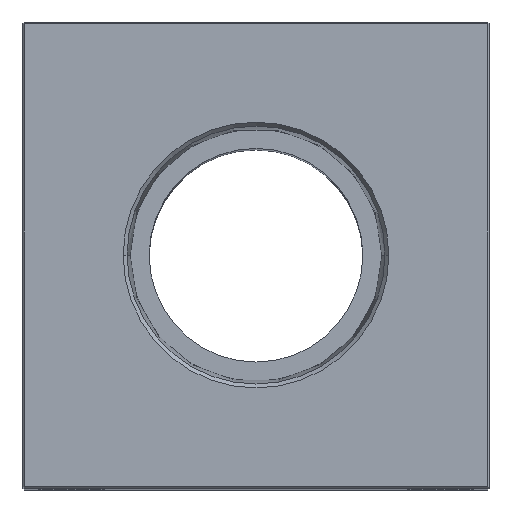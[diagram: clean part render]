
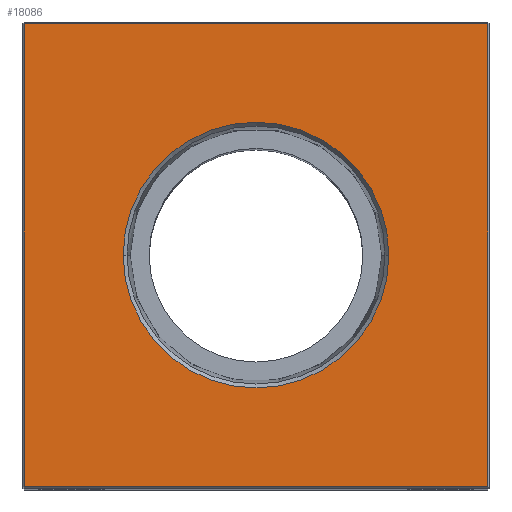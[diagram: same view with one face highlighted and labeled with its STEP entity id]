
A CAD part, top view. The second image highlights one B-rep face of the part: STEP entity #18086.
In plain terms, the highlighted planar face has unit normal (0, 0, 1).
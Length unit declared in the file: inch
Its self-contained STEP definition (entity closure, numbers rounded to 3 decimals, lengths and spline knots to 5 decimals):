
#1895 = VERTEX_POINT ( 'NONE', #19382 ) ;
#2683 = LINE ( 'NONE', #18903, #15453 ) ;
#3167 = CARTESIAN_POINT ( 'NONE',  ( -1.49, -1.49, 7. ) ) ;
#4068 = EDGE_CURVE ( 'NONE', #20460, #29323, #2683, .T. ) ;
#4649 = LINE ( 'NONE', #30096, #27542 ) ;
#4993 = LINE ( 'NONE', #10803, #18459 ) ;
#6031 = EDGE_CURVE ( 'NONE', #10736, #32368, #15693, .T. ) ;
#7074 = AXIS2_PLACEMENT_3D ( 'NONE', #14095, #31667, #16647 ) ;
#8303 = CARTESIAN_POINT ( 'NONE',  ( 0., 0., 7. ) ) ;
#9301 = VECTOR ( 'NONE', #23084, 39.37008 ) ;
#10736 = VERTEX_POINT ( 'NONE', #25478 ) ;
#10803 = CARTESIAN_POINT ( 'NONE',  ( 0., 1.49, 7. ) ) ;
#10830 = DIRECTION ( 'NONE',  ( 1., 0., 0. ) ) ;
#11730 = CARTESIAN_POINT ( 'NONE',  ( -0.85498, 0., 7. ) ) ;
#12020 = EDGE_LOOP ( 'NONE', ( #18637, #17490, #17392, #16401 ) ) ;
#12177 = EDGE_CURVE ( 'NONE', #27671, #20460, #4993, .T. ) ;
#12306 = FACE_OUTER_BOUND ( 'NONE', #12020, .T. ) ;
#13107 = FACE_BOUND ( 'NONE', #13212, .T. ) ;
#13212 = EDGE_LOOP ( 'NONE', ( #16244, #15470 ) ) ;
#13253 = EDGE_CURVE ( 'NONE', #29323, #1895, #4649, .T. ) ;
#14007 = AXIS2_PLACEMENT_3D ( 'NONE', #8303, #25958, #10830 ) ;
#14095 = CARTESIAN_POINT ( 'NONE',  ( 0., 0., 7. ) ) ;
#15056 = AXIS2_PLACEMENT_3D ( 'NONE', #15369, #32906, #17878 ) ;
#15369 = CARTESIAN_POINT ( 'NONE',  ( 0., 0., 7. ) ) ;
#15453 = VECTOR ( 'NONE', #18948, 39.37008 ) ;
#15470 = ORIENTED_EDGE ( 'NONE', *, *, #19362, .F. ) ;
#15693 = CIRCLE ( 'NONE', #14007, 0.85498 ) ;
#16244 = ORIENTED_EDGE ( 'NONE', *, *, #6031, .F. ) ;
#16401 = ORIENTED_EDGE ( 'NONE', *, *, #12177, .T. ) ;
#16647 = DIRECTION ( 'NONE',  ( 1., 0., 0. ) ) ;
#17392 = ORIENTED_EDGE ( 'NONE', *, *, #20627, .T. ) ;
#17490 = ORIENTED_EDGE ( 'NONE', *, *, #13253, .T. ) ;
#17878 = DIRECTION ( 'NONE',  ( -1., 0., 0. ) ) ;
#18086 = ADVANCED_FACE ( 'NONE', ( #12306, #13107 ), #20293, .F. ) ;
#18459 = VECTOR ( 'NONE', #28395, 39.37008 ) ;
#18637 = ORIENTED_EDGE ( 'NONE', *, *, #4068, .T. ) ;
#18899 = CIRCLE ( 'NONE', #7074, 0.85498 ) ;
#18903 = CARTESIAN_POINT ( 'NONE',  ( -1.49, 0., 7. ) ) ;
#18948 = DIRECTION ( 'NONE',  ( 0., -1., 0. ) ) ;
#19362 = EDGE_CURVE ( 'NONE', #32368, #10736, #18899, .T. ) ;
#19382 = CARTESIAN_POINT ( 'NONE',  ( 1.49, -1.49, 7. ) ) ;
#19526 = CARTESIAN_POINT ( 'NONE',  ( -1.49, 1.49, 7. ) ) ;
#19977 = CARTESIAN_POINT ( 'NONE',  ( 1.49, 1.49, 7. ) ) ;
#20293 = PLANE ( 'NONE',  #15056 ) ;
#20460 = VERTEX_POINT ( 'NONE', #19526 ) ;
#20627 = EDGE_CURVE ( 'NONE', #1895, #27671, #21954, .T. ) ;
#21954 = LINE ( 'NONE', #25606, #9301 ) ;
#23084 = DIRECTION ( 'NONE',  ( 0., 1., 0. ) ) ;
#25478 = CARTESIAN_POINT ( 'NONE',  ( 0.85498, 0., 7. ) ) ;
#25606 = CARTESIAN_POINT ( 'NONE',  ( 1.49, 0., 7. ) ) ;
#25958 = DIRECTION ( 'NONE',  ( 0., 0., 1. ) ) ;
#27542 = VECTOR ( 'NONE', #32617, 39.37008 ) ;
#27671 = VERTEX_POINT ( 'NONE', #19977 ) ;
#28395 = DIRECTION ( 'NONE',  ( -1., 0., 0. ) ) ;
#29323 = VERTEX_POINT ( 'NONE', #3167 ) ;
#30096 = CARTESIAN_POINT ( 'NONE',  ( 0., -1.49, 7. ) ) ;
#31667 = DIRECTION ( 'NONE',  ( 0., 0., 1. ) ) ;
#32368 = VERTEX_POINT ( 'NONE', #11730 ) ;
#32617 = DIRECTION ( 'NONE',  ( 1., 0., 0. ) ) ;
#32906 = DIRECTION ( 'NONE',  ( 0., 0., -1. ) ) ;
